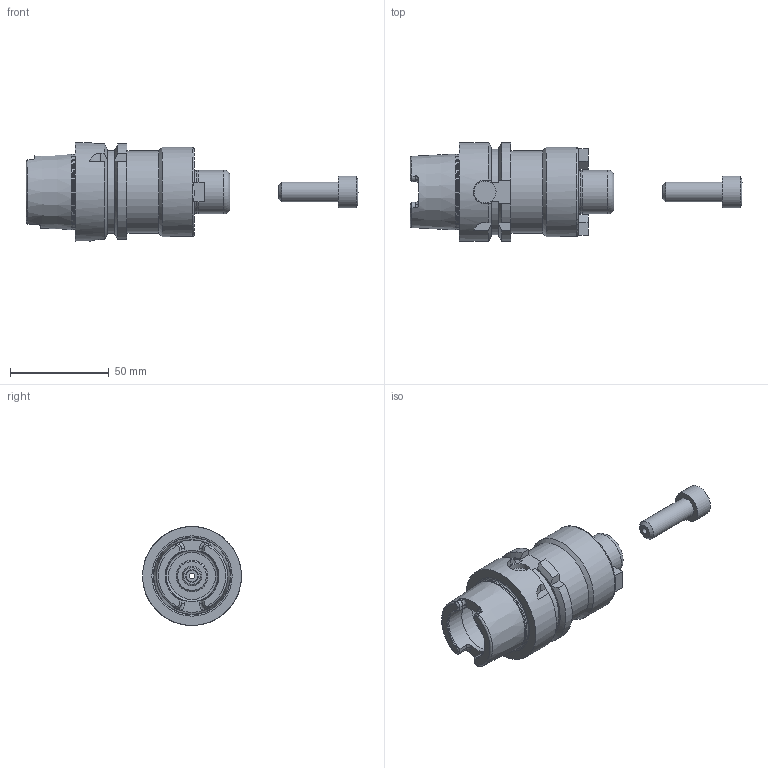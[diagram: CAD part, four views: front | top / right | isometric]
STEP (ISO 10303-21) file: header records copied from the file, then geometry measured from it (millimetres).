
FILE_DESCRIPTION((''),'2;1');
FILE_NAME('535014222060-3D.stp','2020-05-08T09:33:31',('nttooll'),(''),'Autodesk Inventor 2012','Autodesk Inventor 2012','');
FILE_SCHEMA(('AUTOMOTIVE_DESIGN { 1 0 10303 214 1 1 1 1 }'));
Length unit declared in the file: millimetre
Products named in the file (1): 535014222060-3D
Bounding box: 167.7 x 50 x 50 mm (x, y, z)
Volume: 109170.1 mm3; surface area: 26269.2 mm2
Topology: 2 solids, 2 shells, 162 faces, 395 edges, 246 vertices
Faces by surface type: plane 70, cylinder 43, cone 32, torus 17
Full cylindrical faces by diameter (mm): 3 x1, 6 x1, 6.4 x1, 8.7 x1, 9.238 x1, 9.5 x1, 10 x3, 10.5 x1, 11 x1, 16 x2, 21.6 x1, 22 x1, 26 x1, 26.6 x1, 32 x1, 37.9 x1, 41.5 x1, 45 x1, 50 x1
Entity records: 4714 total; most frequent: CARTESIAN_POINT 1091, DIRECTION 762, ORIENTED_EDGE 692, EDGE_CURVE 346, AXIS2_PLACEMENT_3D 307, VERTEX_POINT 242, EDGE_LOOP 220, FACE_OUTER_BOUND 162
